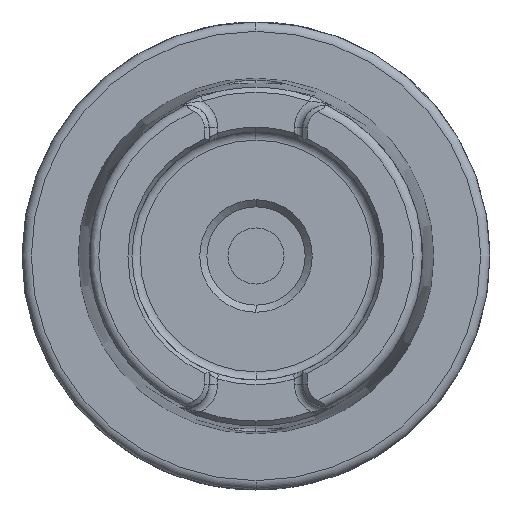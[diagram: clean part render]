
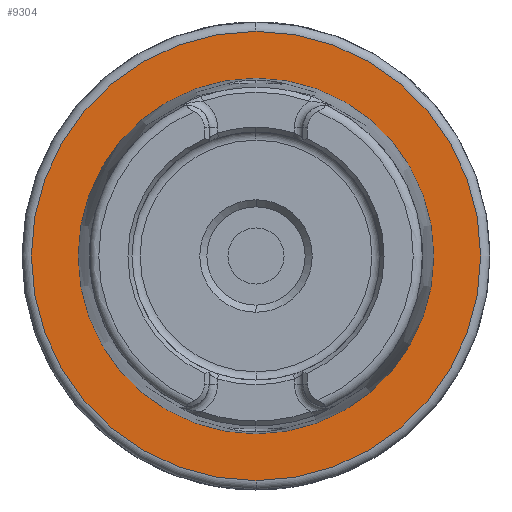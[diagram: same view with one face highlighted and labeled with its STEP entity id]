
A CAD part, left-side view. The second image highlights one B-rep face of the part: STEP entity #9304.
In plain terms, the highlighted planar face has unit normal (-1, 0, 0).
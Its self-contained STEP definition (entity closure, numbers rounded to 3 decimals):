
#428 = CARTESIAN_POINT ( 'NONE',  ( 0., 0., 48. ) ) ;
#429 = CARTESIAN_POINT ( 'NONE',  ( 0., 0., -48. ) ) ;
#430 = DIRECTION ( 'NONE',  ( 0., 0., -1. ) ) ;
#431 = DIRECTION ( 'NONE',  ( 1., 0., 0. ) ) ;
#432 = CARTESIAN_POINT ( 'NONE',  ( 0., 0., 0. ) ) ;
#433 = AXIS2_PLACEMENT_3D ( 'NONE', #432, #431, #430 ) ;
#437 = CIRCLE ( 'NONE', #433, 48. ) ;
#613 = CARTESIAN_POINT ( 'NONE',  ( 0., 0., -38.007 ) ) ;
#614 = DIRECTION ( 'NONE',  ( 0., 0., -1. ) ) ;
#615 = DIRECTION ( 'NONE',  ( 1., 0., 0. ) ) ;
#616 = CARTESIAN_POINT ( 'NONE',  ( 0., 0., 0. ) ) ;
#617 = AXIS2_PLACEMENT_3D ( 'NONE', #616, #615, #614 ) ;
#618 = CIRCLE ( 'NONE', #617, 38.007 ) ;
#619 = CARTESIAN_POINT ( 'NONE',  ( 0., 0., 38.007 ) ) ;
#2687 = DIRECTION ( 'NONE',  ( 0., 0., -1. ) ) ;
#2688 = DIRECTION ( 'NONE',  ( 1., 0., 0. ) ) ;
#2689 = AXIS2_PLACEMENT_3D ( 'NONE', #2695, #2688, #2687 ) ;
#2690 = CIRCLE ( 'NONE', #2689, 38.007 ) ;
#2695 = CARTESIAN_POINT ( 'NONE',  ( 0., 0., 0. ) ) ;
#3183 = DIRECTION ( 'NONE',  ( 0., 0., -1. ) ) ;
#3184 = DIRECTION ( 'NONE',  ( 1., 0., 0. ) ) ;
#3185 = CARTESIAN_POINT ( 'NONE',  ( 0., 0., 0. ) ) ;
#3186 = AXIS2_PLACEMENT_3D ( 'NONE', #3185, #3184, #3183 ) ;
#3187 = DIRECTION ( 'NONE',  ( 0., 0., 1. ) ) ;
#3188 = DIRECTION ( 'NONE',  ( -1., 0., 0. ) ) ;
#3189 = CARTESIAN_POINT ( 'NONE',  ( 0., 38.007, 0. ) ) ;
#3190 = CIRCLE ( 'NONE', #3186, 48. ) ;
#3191 = AXIS2_PLACEMENT_3D ( 'NONE', #3189, #3188, #3187 ) ;
#3192 = PLANE ( 'NONE',  #3191 ) ;
#3193 = FACE_OUTER_BOUND ( 'NONE', #9307, .T. ) ;
#3194 = FACE_BOUND ( 'NONE', #9326, .T. ) ;
#8288 = EDGE_CURVE ( 'NONE', #8289, #8290, #437, .T. ) ;
#8289 = VERTEX_POINT ( 'NONE', #429 ) ;
#8290 = VERTEX_POINT ( 'NONE', #428 ) ;
#8371 = VERTEX_POINT ( 'NONE', #619 ) ;
#8373 = EDGE_CURVE ( 'NONE', #8374, #8371, #618, .T. ) ;
#8374 = VERTEX_POINT ( 'NONE', #613 ) ;
#9136 = EDGE_CURVE ( 'NONE', #8371, #8374, #2690, .T. ) ;
#9304 = ADVANCED_FACE ( 'NONE', ( #3194, #3193 ), #3192, .T. ) ;
#9305 = ORIENTED_EDGE ( 'NONE', *, *, #8373, .T. ) ;
#9306 = ORIENTED_EDGE ( 'NONE', *, *, #9136, .T. ) ;
#9307 = EDGE_LOOP ( 'NONE', ( #9308, #9309 ) ) ;
#9308 = ORIENTED_EDGE ( 'NONE', *, *, #8288, .F. ) ;
#9309 = ORIENTED_EDGE ( 'NONE', *, *, #9310, .F. ) ;
#9310 = EDGE_CURVE ( 'NONE', #8290, #8289, #3190, .T. ) ;
#9326 = EDGE_LOOP ( 'NONE', ( #9305, #9306 ) ) ;
